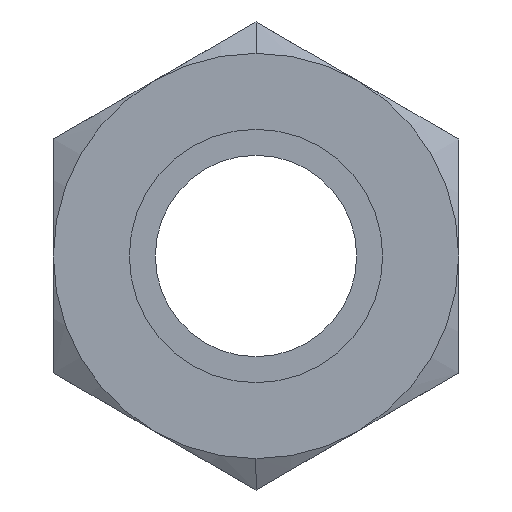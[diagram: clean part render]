
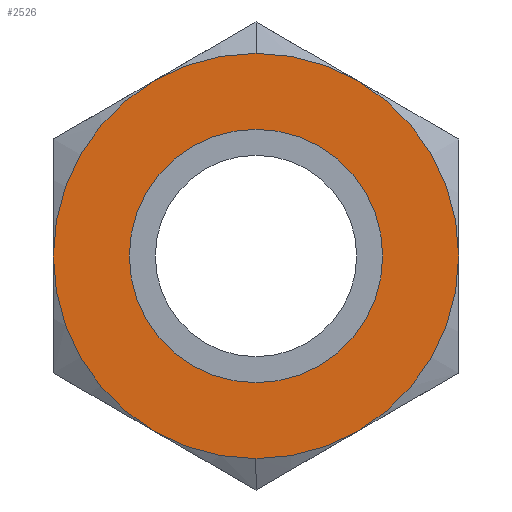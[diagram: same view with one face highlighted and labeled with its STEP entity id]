
A CAD part, left-side view. The second image highlights one B-rep face of the part: STEP entity #2526.
In plain terms, the highlighted planar face has unit normal (-1, 0, 0).
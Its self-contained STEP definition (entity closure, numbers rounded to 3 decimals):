
#357 = EDGE_CURVE ( 'NONE', #7151, #3933, #6559, .T. ) ;
#496 = DIRECTION ( 'NONE',  ( 0., 0., 1. ) ) ;
#556 = DIRECTION ( 'NONE',  ( 1., 0., 0. ) ) ;
#1015 = CARTESIAN_POINT ( 'NONE',  ( 0., 0., 10. ) ) ;
#1057 = DIRECTION ( 'NONE',  ( 0., 0., -1. ) ) ;
#1147 = CARTESIAN_POINT ( 'NONE',  ( 0., 0., 16. ) ) ;
#1165 = DIRECTION ( 'NONE',  ( 0., 0., 1. ) ) ;
#1422 = EDGE_CURVE ( 'NONE', #3933, #7151, #5754, .T. ) ;
#1750 = CIRCLE ( 'NONE', #7203, 10. ) ;
#2003 = EDGE_LOOP ( 'NONE', ( #6005, #3505 ) ) ;
#2106 = EDGE_CURVE ( 'NONE', #8305, #3923, #1750, .T. ) ;
#2526 = ADVANCED_FACE ( 'NONE', ( #3380, #7987 ), #8819, .T. ) ;
#2571 = AXIS2_PLACEMENT_3D ( 'NONE', #5623, #6562, #496 ) ;
#2972 = EDGE_LOOP ( 'NONE', ( #6768, #4443 ) ) ;
#3051 = DIRECTION ( 'NONE',  ( 0., 0., -1. ) ) ;
#3380 = FACE_BOUND ( 'NONE', #2003, .T. ) ;
#3505 = ORIENTED_EDGE ( 'NONE', *, *, #2106, .T. ) ;
#3670 = CARTESIAN_POINT ( 'NONE',  ( 0., 0., -16. ) ) ;
#3923 = VERTEX_POINT ( 'NONE', #4673 ) ;
#3933 = VERTEX_POINT ( 'NONE', #1147 ) ;
#3937 = EDGE_CURVE ( 'NONE', #3923, #8305, #5794, .T. ) ;
#4051 = AXIS2_PLACEMENT_3D ( 'NONE', #6302, #4789, #1165 ) ;
#4443 = ORIENTED_EDGE ( 'NONE', *, *, #357, .F. ) ;
#4514 = DIRECTION ( 'NONE',  ( 1., 0., 0. ) ) ;
#4673 = CARTESIAN_POINT ( 'NONE',  ( 0., 0., -10. ) ) ;
#4767 = CARTESIAN_POINT ( 'NONE',  ( 0., 0., 0. ) ) ;
#4789 = DIRECTION ( 'NONE',  ( 1., 0., 0. ) ) ;
#5100 = CARTESIAN_POINT ( 'NONE',  ( 0., 0., 0. ) ) ;
#5623 = CARTESIAN_POINT ( 'NONE',  ( 0., 0., 8. ) ) ;
#5754 = CIRCLE ( 'NONE', #4051, 16. ) ;
#5794 = CIRCLE ( 'NONE', #8938, 10. ) ;
#6005 = ORIENTED_EDGE ( 'NONE', *, *, #3937, .T. ) ;
#6302 = CARTESIAN_POINT ( 'NONE',  ( 0., 0., 0. ) ) ;
#6559 = CIRCLE ( 'NONE', #7142, 16. ) ;
#6562 = DIRECTION ( 'NONE',  ( -1., 0., 0. ) ) ;
#6768 = ORIENTED_EDGE ( 'NONE', *, *, #1422, .F. ) ;
#7142 = AXIS2_PLACEMENT_3D ( 'NONE', #8244, #4514, #3051 ) ;
#7151 = VERTEX_POINT ( 'NONE', #3670 ) ;
#7203 = AXIS2_PLACEMENT_3D ( 'NONE', #5100, #556, #8724 ) ;
#7987 = FACE_OUTER_BOUND ( 'NONE', #2972, .T. ) ;
#8244 = CARTESIAN_POINT ( 'NONE',  ( 0., 0., 0. ) ) ;
#8305 = VERTEX_POINT ( 'NONE', #1015 ) ;
#8408 = DIRECTION ( 'NONE',  ( 1., 0., 0. ) ) ;
#8724 = DIRECTION ( 'NONE',  ( 0., 0., 1. ) ) ;
#8819 = PLANE ( 'NONE',  #2571 ) ;
#8938 = AXIS2_PLACEMENT_3D ( 'NONE', #4767, #8408, #1057 ) ;
